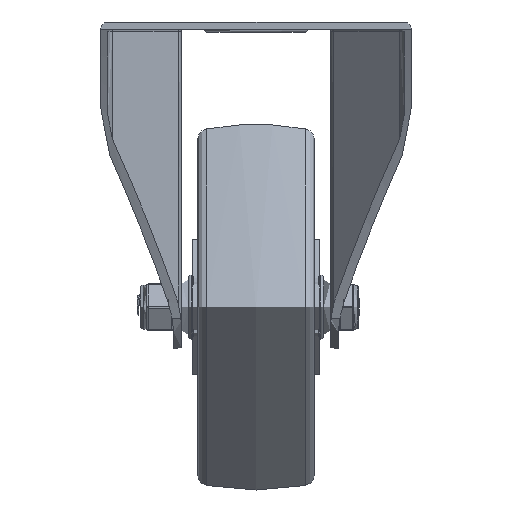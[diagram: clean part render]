
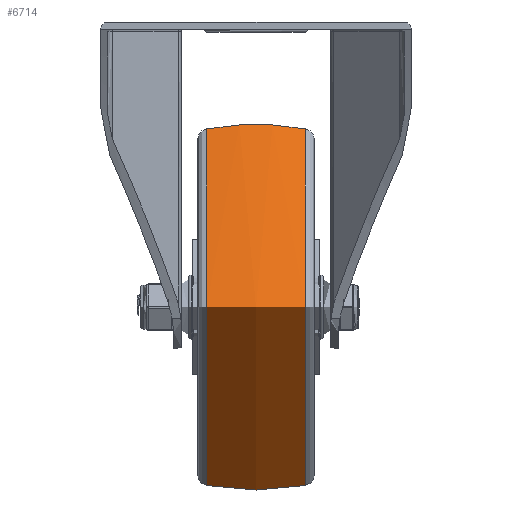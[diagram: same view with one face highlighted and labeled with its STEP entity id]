
A CAD part, left-side view. The second image highlights one B-rep face of the part: STEP entity #6714.
In plain terms, the highlighted free-form (B-spline) face has degree [2, 2] with [3, 9] control points.
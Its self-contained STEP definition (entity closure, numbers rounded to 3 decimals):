
#446=(
BOUNDED_SURFACE()
B_SPLINE_SURFACE(2,2,((#10314,#10315,#10316,#10317,#10318,#10319,#10320,
#10321,#10322),(#10323,#10324,#10325,#10326,#10327,#10328,#10329,#10330,
#10331),(#10332,#10333,#10334,#10335,#10336,#10337,#10338,#10339,#10340)),
 .UNSPECIFIED.,.F.,.T.,.F.)
B_SPLINE_SURFACE_WITH_KNOTS((3,3),(3,2,2,2,3),(-0.183,0.183),
(-3.142,-1.571,0.,1.571,3.142),
 .UNSPECIFIED.)
GEOMETRIC_REPRESENTATION_ITEM()
RATIONAL_B_SPLINE_SURFACE(((1.,0.707,1.,0.707,1.,
0.707,1.,0.707,1.),(0.983,0.695,
0.983,0.695,0.983,0.695,
0.983,0.695,0.983),(1.,0.707,
1.,0.707,1.,0.707,1.,0.707,1.)))
REPRESENTATION_ITEM('')
SURFACE()
);
#770=FACE_OUTER_BOUND('',#1208,.T.);
#1208=EDGE_LOOP('',(#4586,#4587,#4588,#4589));
#2547=CIRCLE('',#7331,48.759);
#2548=CIRCLE('',#7332,74.007);
#2549=CIRCLE('',#7333,48.759);
#2915=VERTEX_POINT('',#10311);
#2916=VERTEX_POINT('',#10341);
#3553=EDGE_CURVE('',#2915,#2915,#2547,.T.);
#3554=EDGE_CURVE('',#2915,#2916,#2548,.T.);
#3555=EDGE_CURVE('',#2916,#2916,#2549,.T.);
#4586=ORIENTED_EDGE('',*,*,#3553,.F.);
#4587=ORIENTED_EDGE('',*,*,#3554,.T.);
#4588=ORIENTED_EDGE('',*,*,#3555,.T.);
#4589=ORIENTED_EDGE('',*,*,#3554,.F.);
#6714=ADVANCED_FACE('',(#770),#446,.F.);
#7331=AXIS2_PLACEMENT_3D('',#10313,#8234,#8235);
#7332=AXIS2_PLACEMENT_3D('',#10342,#8236,#8237);
#7333=AXIS2_PLACEMENT_3D('',#10343,#8238,#8239);
#8234=DIRECTION('center_axis',(0.,-1.,0.));
#8235=DIRECTION('ref_axis',(0.,0.,1.));
#8236=DIRECTION('center_axis',(-1.,0.,0.));
#8237=DIRECTION('ref_axis',(0.,0.,1.));
#8238=DIRECTION('center_axis',(0.,-1.,0.));
#8239=DIRECTION('ref_axis',(0.,0.,1.));
#10311=CARTESIAN_POINT('',(0.,-13.498,48.759));
#10313=CARTESIAN_POINT('Origin',(0.,-13.498,0.));
#10314=CARTESIAN_POINT('Ctrl Pts',(0.,13.498,48.759));
#10315=CARTESIAN_POINT('Ctrl Pts',(-48.759,13.498,48.759));
#10316=CARTESIAN_POINT('Ctrl Pts',(-48.759,13.498,0.));
#10317=CARTESIAN_POINT('Ctrl Pts',(-48.759,13.498,-48.759));
#10318=CARTESIAN_POINT('Ctrl Pts',(0.,13.498,-48.759));
#10319=CARTESIAN_POINT('Ctrl Pts',(48.759,13.498,-48.759));
#10320=CARTESIAN_POINT('Ctrl Pts',(48.759,13.498,0.));
#10321=CARTESIAN_POINT('Ctrl Pts',(48.759,13.498,48.759));
#10322=CARTESIAN_POINT('Ctrl Pts',(0.,13.498,48.759));
#10323=CARTESIAN_POINT('Ctrl Pts',(0.,0.,51.263));
#10324=CARTESIAN_POINT('Ctrl Pts',(-51.263,0.,
51.263));
#10325=CARTESIAN_POINT('Ctrl Pts',(-51.263,0.,
0.));
#10326=CARTESIAN_POINT('Ctrl Pts',(-51.263,0.,
-51.263));
#10327=CARTESIAN_POINT('Ctrl Pts',(0.,0.,-51.263));
#10328=CARTESIAN_POINT('Ctrl Pts',(51.263,0.,
-51.263));
#10329=CARTESIAN_POINT('Ctrl Pts',(51.263,0.,
0.));
#10330=CARTESIAN_POINT('Ctrl Pts',(51.263,0.,
51.263));
#10331=CARTESIAN_POINT('Ctrl Pts',(0.,0.,51.263));
#10332=CARTESIAN_POINT('Ctrl Pts',(0.,-13.498,48.759));
#10333=CARTESIAN_POINT('Ctrl Pts',(-48.759,-13.498,
48.759));
#10334=CARTESIAN_POINT('Ctrl Pts',(-48.759,-13.498,
0.));
#10335=CARTESIAN_POINT('Ctrl Pts',(-48.759,-13.498,
-48.759));
#10336=CARTESIAN_POINT('Ctrl Pts',(0.,-13.498,-48.759));
#10337=CARTESIAN_POINT('Ctrl Pts',(48.759,-13.498,-48.759));
#10338=CARTESIAN_POINT('Ctrl Pts',(48.759,-13.498,0.));
#10339=CARTESIAN_POINT('Ctrl Pts',(48.759,-13.498,48.759));
#10340=CARTESIAN_POINT('Ctrl Pts',(0.,-13.498,48.759));
#10341=CARTESIAN_POINT('',(0.,13.498,48.759));
#10342=CARTESIAN_POINT('Origin',(0.,0.,
-24.006));
#10343=CARTESIAN_POINT('Origin',(0.,13.498,0.));
